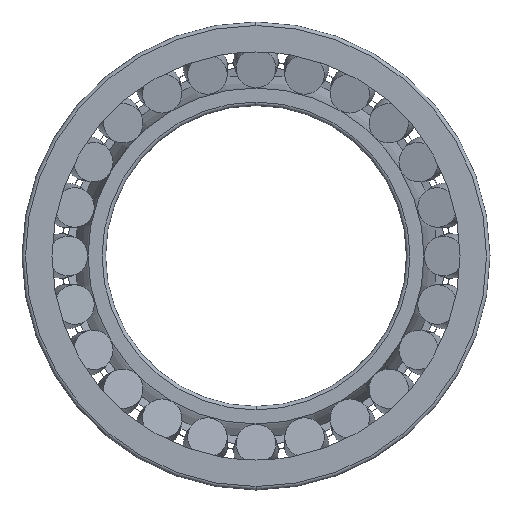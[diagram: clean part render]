
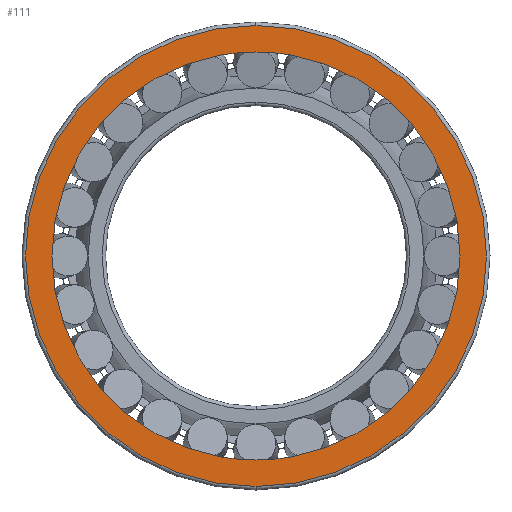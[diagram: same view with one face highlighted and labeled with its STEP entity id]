
A CAD part, left-side view. The second image highlights one B-rep face of the part: STEP entity #111.
In plain terms, the highlighted planar face has unit normal (-1, 0, 0).
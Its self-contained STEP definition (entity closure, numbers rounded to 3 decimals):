
#111=ADVANCED_FACE('',(#487,#488),#489,.T.);
#487=FACE_OUTER_BOUND('',#1248,.T.);
#488=FACE_BOUND('',#1249,.T.);
#489=PLANE('',#1250);
#1248=EDGE_LOOP('',(#2256,#2257,#2258));
#1249=EDGE_LOOP('',(#2259,#2260,#2261));
#1250=AXIS2_PLACEMENT_3D('',#2262,#2263,#2264);
#2256=ORIENTED_EDGE('',*,*,#4740,.F.);
#2257=ORIENTED_EDGE('',*,*,#4739,.F.);
#2258=ORIENTED_EDGE('',*,*,#4767,.F.);
#2259=ORIENTED_EDGE('',*,*,#4771,.T.);
#2260=ORIENTED_EDGE('',*,*,#4722,.T.);
#2261=ORIENTED_EDGE('',*,*,#4772,.T.);
#2262=CARTESIAN_POINT('',(0.0,129.983,0.0));
#2263=DIRECTION('',(-1.0,0.0,0.0));
#2264=DIRECTION('',(0.0,-1.0,0.0));
#4722=EDGE_CURVE('',#5636,#5633,#5637,.T.);
#4739=EDGE_CURVE('',#5667,#5670,#5671,.T.);
#4740=EDGE_CURVE('',#5670,#5672,#5673,.T.);
#4767=EDGE_CURVE('',#5672,#5667,#5710,.T.);
#4771=EDGE_CURVE('',#5715,#5636,#5716,.T.);
#4772=EDGE_CURVE('',#5633,#5715,#5717,.T.);
#5633=VERTEX_POINT('',#7162);
#5636=VERTEX_POINT('',#7165);
#5637=CIRCLE('',#7166,122.066);
#5667=VERTEX_POINT('',#7198);
#5670=VERTEX_POINT('',#7201);
#5671=CIRCLE('',#7202,137.9);
#5672=VERTEX_POINT('',#7203);
#5673=CIRCLE('',#7204,137.9);
#5710=CIRCLE('',#7317,137.9);
#5715=VERTEX_POINT('',#7322);
#5716=CIRCLE('',#7323,122.066);
#5717=CIRCLE('',#7324,122.066);
#7162=CARTESIAN_POINT('',(0.0,0.,-122.066));
#7165=CARTESIAN_POINT('',(0.0,0.,122.066));
#7166=AXIS2_PLACEMENT_3D('',#14934,#14935,#14936);
#7198=CARTESIAN_POINT('',(0.0,0.,-137.9));
#7201=CARTESIAN_POINT('',(0.0,137.9,0.0));
#7202=AXIS2_PLACEMENT_3D('',#14981,#14982,#14983);
#7203=CARTESIAN_POINT('',(0.0,0.,137.9));
#7204=AXIS2_PLACEMENT_3D('',#14984,#14985,#14986);
#7317=AXIS2_PLACEMENT_3D('',#15038,#15039,#15040);
#7322=CARTESIAN_POINT('',(0.0,122.066,0.0));
#7323=AXIS2_PLACEMENT_3D('',#15050,#15051,#15052);
#7324=AXIS2_PLACEMENT_3D('',#15053,#15054,#15055);
#14934=CARTESIAN_POINT('',(0.0,0.0,0.0));
#14935=DIRECTION('',(1.0,0.0,0.0));
#14936=DIRECTION('',(0.0,1.0,0.0));
#14981=CARTESIAN_POINT('',(0.0,0.0,0.0));
#14982=DIRECTION('',(1.0,0.0,0.0));
#14983=DIRECTION('',(0.0,1.0,0.0));
#14984=CARTESIAN_POINT('',(0.0,0.0,0.0));
#14985=DIRECTION('',(1.0,0.0,0.0));
#14986=DIRECTION('',(0.0,1.0,0.0));
#15038=CARTESIAN_POINT('',(0.0,0.0,0.0));
#15039=DIRECTION('',(1.0,0.0,0.0));
#15040=DIRECTION('',(0.0,1.0,0.0));
#15050=CARTESIAN_POINT('',(0.0,0.0,0.0));
#15051=DIRECTION('',(1.0,0.0,0.0));
#15052=DIRECTION('',(0.0,1.0,0.0));
#15053=CARTESIAN_POINT('',(0.0,0.0,0.0));
#15054=DIRECTION('',(1.0,0.0,0.0));
#15055=DIRECTION('',(0.0,1.0,0.0));
